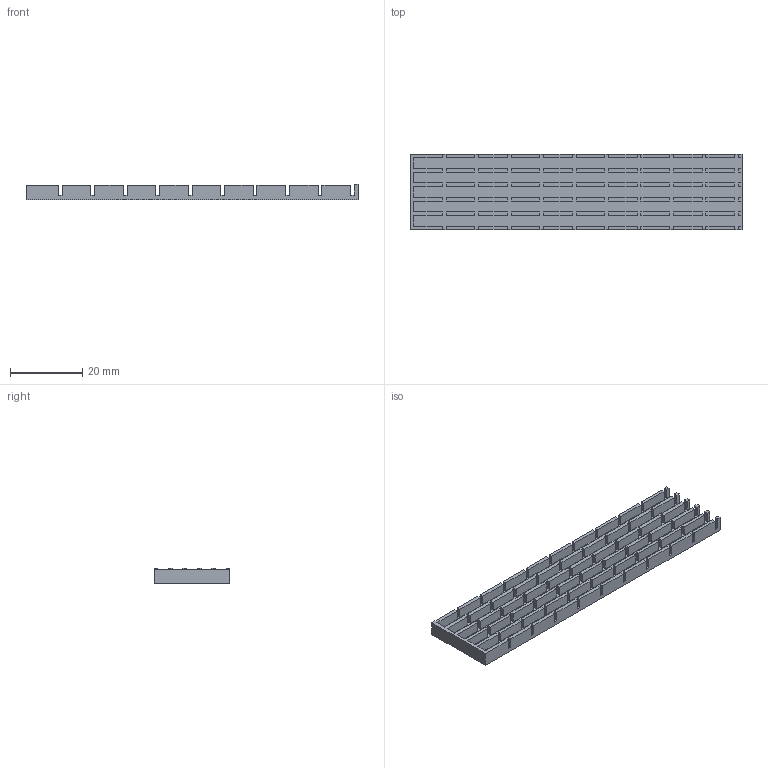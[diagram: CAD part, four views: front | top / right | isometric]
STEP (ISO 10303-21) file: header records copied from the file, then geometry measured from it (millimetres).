
FILE_DESCRIPTION(('HOOPS Exchange Step'),'2;1');
FILE_NAME('temp_export','2025-12-25T09:19:43-05:00',('jscotto'),('Shapr3D Limited'),'HOOPS Exchange 2025.7','Shapr3D','Authorized');
FILE_SCHEMA( ('AP242_MANAGED_MODEL_BASED_3D_ENGINEERING_MIM_LF {1 0 10303 442 1 1 4}') );
Length unit declared in the file: millimetre
Products named in the file (1): Base
Bounding box: 92 x 21 x 4.2 mm (x, y, z)
Volume: 3739.2 mm3; surface area: 7320.8 mm2
Topology: 1 solids, 1 shells, 302 faces, 792 edges, 528 vertices
Faces by surface type: plane 302
Entity records: 9132 total; most frequent: CARTESIAN_POINT 1624, ORIENTED_EDGE 1584, DIRECTION 1400, VECTOR 792, LINE 792, EDGE_CURVE 792, VERTEX_POINT 528, EDGE_LOOP 338
